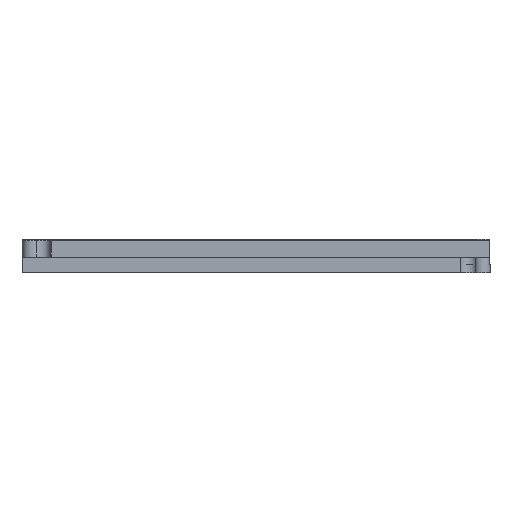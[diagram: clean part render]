
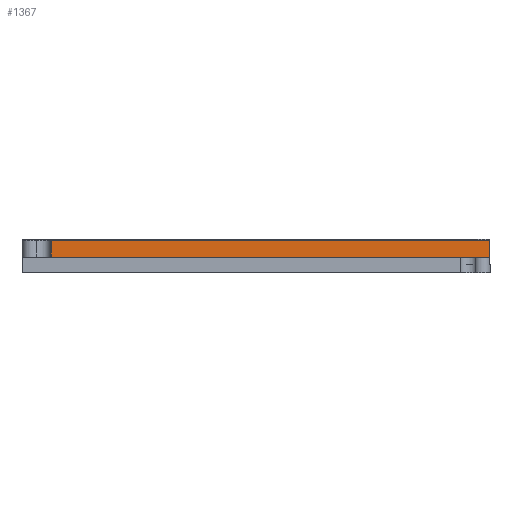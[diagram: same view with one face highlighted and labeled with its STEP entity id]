
A CAD part, left-side view. The second image highlights one B-rep face of the part: STEP entity #1367.
In plain terms, the highlighted planar face has unit normal (-1, 0, 0).
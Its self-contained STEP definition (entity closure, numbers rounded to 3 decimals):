
#47=PLANE('',#1481);
#97=FACE_OUTER_BOUND('',#171,.T.);
#171=EDGE_LOOP('',(#1000,#1001,#1002,#1003));
#271=LINE('',#2102,#395);
#286=LINE('',#2149,#410);
#287=LINE('',#2152,#411);
#288=LINE('',#2153,#412);
#395=VECTOR('',#1664,10.);
#410=VECTOR('',#1711,10.);
#411=VECTOR('',#1714,10.);
#412=VECTOR('',#1715,10.);
#609=VERTEX_POINT('',#2099);
#610=VERTEX_POINT('',#2101);
#626=VERTEX_POINT('',#2147);
#627=VERTEX_POINT('',#2151);
#750=EDGE_CURVE('',#610,#609,#271,.T.);
#774=EDGE_CURVE('',#626,#609,#286,.T.);
#775=EDGE_CURVE('',#626,#627,#287,.T.);
#776=EDGE_CURVE('',#627,#610,#288,.T.);
#1000=ORIENTED_EDGE('',*,*,#750,.T.);
#1001=ORIENTED_EDGE('',*,*,#774,.F.);
#1002=ORIENTED_EDGE('',*,*,#775,.T.);
#1003=ORIENTED_EDGE('',*,*,#776,.T.);
#1367=ADVANCED_FACE('',(#97),#47,.T.);
#1481=AXIS2_PLACEMENT_3D('',#2150,#1712,#1713);
#1664=DIRECTION('',(0.,0.,-1.));
#1711=DIRECTION('',(0.,1.,0.));
#1712=DIRECTION('center_axis',(-1.,0.,0.));
#1713=DIRECTION('ref_axis',(0.,0.,1.));
#1714=DIRECTION('',(0.,0.,1.));
#1715=DIRECTION('',(0.,1.,0.));
#2099=CARTESIAN_POINT('',(-66.55,278.672,5.4));
#2101=CARTESIAN_POINT('',(-66.55,278.672,11.15));
#2102=CARTESIAN_POINT('',(-66.55,278.672,11.6));
#2147=CARTESIAN_POINT('',(-66.55,128.774,5.4));
#2149=CARTESIAN_POINT('',(-66.55,0.,5.4));
#2150=CARTESIAN_POINT('Origin',(-66.55,0.,5.4));
#2151=CARTESIAN_POINT('',(-66.55,128.774,11.15));
#2152=CARTESIAN_POINT('',(-66.55,128.774,8.5));
#2153=CARTESIAN_POINT('',(-66.55,0.,11.15));
